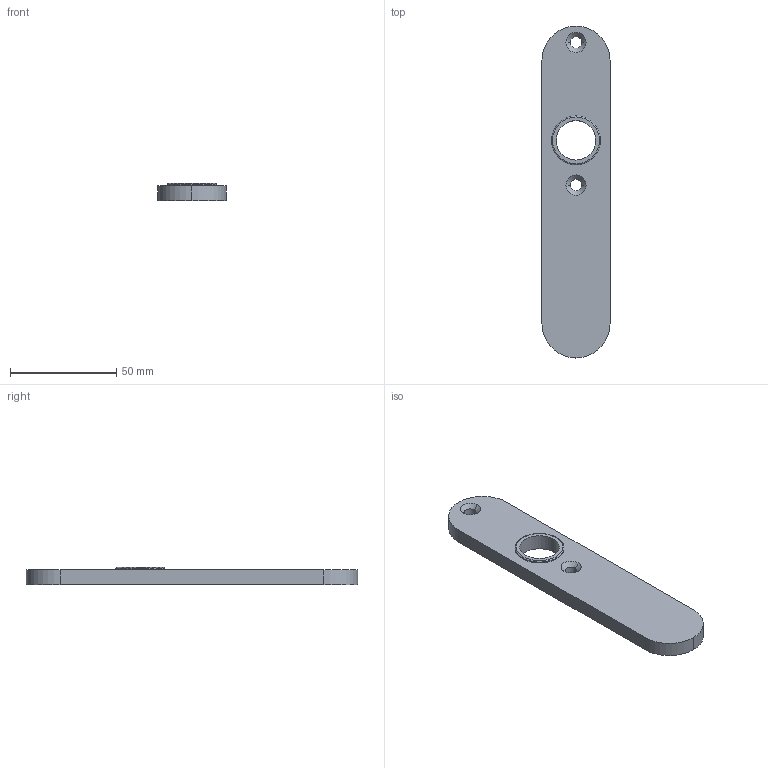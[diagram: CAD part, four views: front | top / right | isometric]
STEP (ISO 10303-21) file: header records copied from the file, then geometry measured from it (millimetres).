
FILE_DESCRIPTION (( 'STEP AP203' ), '1' );
FILE_NAME ('15495.step', '2020-10-07T07:46:36', ( '' ), ( '' ), 'SwSTEP 2.0', 'SolidWorks 2018', '' );
FILE_SCHEMA (( 'CONFIG_CONTROL_DESIGN' ));
Length unit declared in the file: millimetre
Products named in the file (5): AMF Schliessblech Konfig Teil1; 15495; AMF Schliessblech Konfig Teil2; AMF Schliessblech Konfig Teil1_15495 Teil1; AMF Schliessblech Konfig Teil2_15552 Teil2
Assembly tree (2 placements, depth 2):
  AMF Schliessblech Konfig Teil1
  15495
    AMF Schliessblech Konfig Teil1_15495 Teil1
    AMF Schliessblech Konfig Teil2_15552 Teil2
  AMF Schliessblech Konfig Teil2
Bounding box: 32 x 156 x 8 mm (x, y, z)
Volume: 31225.3 mm3; surface area: 13114.2 mm2
Topology: 2 solids, 2 shells, 208 faces, 549 edges, 364 vertices
Faces by surface type: plane 113, bspline 73, cylinder 16, cone 4, torus 2
Entity records: 10536 total; most frequent: CARTESIAN_POINT 5376, ORIENTED_EDGE 1098, DIRECTION 725, EDGE_CURVE 549, VERTEX_POINT 364, VECTOR 363, LINE 363, EDGE_LOOP 235
